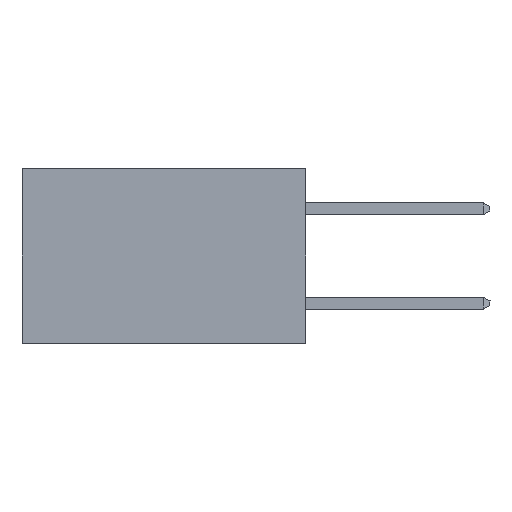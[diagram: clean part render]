
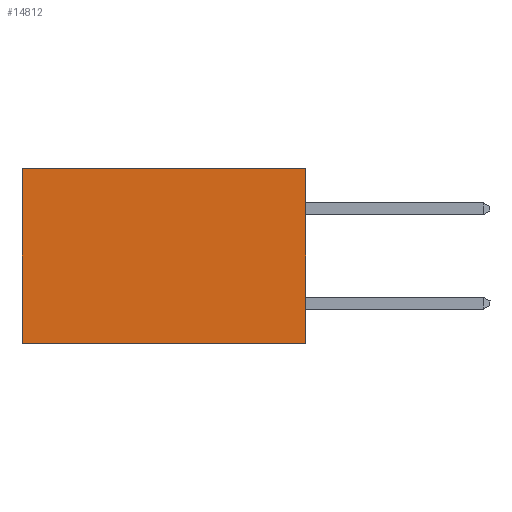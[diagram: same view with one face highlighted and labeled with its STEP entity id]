
A CAD part, left-side view. The second image highlights one B-rep face of the part: STEP entity #14812.
In plain terms, the highlighted planar face has unit normal (-1, 0, 0).
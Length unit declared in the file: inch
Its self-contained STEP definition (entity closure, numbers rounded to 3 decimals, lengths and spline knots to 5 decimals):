
#244 = CARTESIAN_POINT ( 'NONE',  ( 0.298, 0.6, -0.37 ) ) ;
#447 = LINE ( 'NONE', #8673, #7119 ) ;
#866 = DIRECTION ( 'NONE',  ( 0., 1., 0. ) ) ;
#1216 = VECTOR ( 'NONE', #866, 39.37008 ) ;
#1639 = VERTEX_POINT ( 'NONE', #7187 ) ;
#1708 = AXIS2_PLACEMENT_3D ( 'NONE', #2890, #4254, #7054 ) ;
#1993 = VERTEX_POINT ( 'NONE', #15214 ) ;
#2440 = EDGE_CURVE ( 'NONE', #5197, #11963, #12385, .T. ) ;
#2890 = CARTESIAN_POINT ( 'NONE',  ( 0.298, 0., 0. ) ) ;
#4254 = DIRECTION ( 'NONE',  ( 1., 0., 0. ) ) ;
#5197 = VERTEX_POINT ( 'NONE', #17968 ) ;
#5745 = EDGE_LOOP ( 'NONE', ( #12758, #15817, #15169, #11793 ) ) ;
#6505 = CARTESIAN_POINT ( 'NONE',  ( 0.298, 0.6, 0. ) ) ;
#7054 = DIRECTION ( 'NONE',  ( 0., 0., -1. ) ) ;
#7057 = VECTOR ( 'NONE', #8191, 39.37008 ) ;
#7119 = VECTOR ( 'NONE', #8777, 39.37008 ) ;
#7187 = CARTESIAN_POINT ( 'NONE',  ( 0.298, 0., 0. ) ) ;
#8191 = DIRECTION ( 'NONE',  ( 0., 1., 0. ) ) ;
#8673 = CARTESIAN_POINT ( 'NONE',  ( 0.298, 0., 0. ) ) ;
#8777 = DIRECTION ( 'NONE',  ( 0., 0., -1. ) ) ;
#9933 = PLANE ( 'NONE',  #1708 ) ;
#10122 = EDGE_CURVE ( 'NONE', #1639, #5197, #447, .T. ) ;
#11793 = ORIENTED_EDGE ( 'NONE', *, *, #17402, .T. ) ;
#11963 = VERTEX_POINT ( 'NONE', #244 ) ;
#12385 = LINE ( 'NONE', #14948, #1216 ) ;
#12616 = VECTOR ( 'NONE', #16528, 39.37008 ) ;
#12758 = ORIENTED_EDGE ( 'NONE', *, *, #16561, .T. ) ;
#13552 = FACE_OUTER_BOUND ( 'NONE', #5745, .T. ) ;
#14812 = ADVANCED_FACE ( 'NONE', ( #13552 ), #9933, .F. ) ;
#14948 = CARTESIAN_POINT ( 'NONE',  ( 0.298, 0., -0.37 ) ) ;
#15037 = LINE ( 'NONE', #6505, #12616 ) ;
#15169 = ORIENTED_EDGE ( 'NONE', *, *, #10122, .F. ) ;
#15214 = CARTESIAN_POINT ( 'NONE',  ( 0.298, 0.6, 0. ) ) ;
#15473 = LINE ( 'NONE', #16639, #7057 ) ;
#15817 = ORIENTED_EDGE ( 'NONE', *, *, #2440, .F. ) ;
#16528 = DIRECTION ( 'NONE',  ( 0., 0., -1. ) ) ;
#16561 = EDGE_CURVE ( 'NONE', #1993, #11963, #15037, .T. ) ;
#16639 = CARTESIAN_POINT ( 'NONE',  ( 0.298, 0., 0. ) ) ;
#17402 = EDGE_CURVE ( 'NONE', #1639, #1993, #15473, .T. ) ;
#17968 = CARTESIAN_POINT ( 'NONE',  ( 0.298, 0., -0.37 ) ) ;
